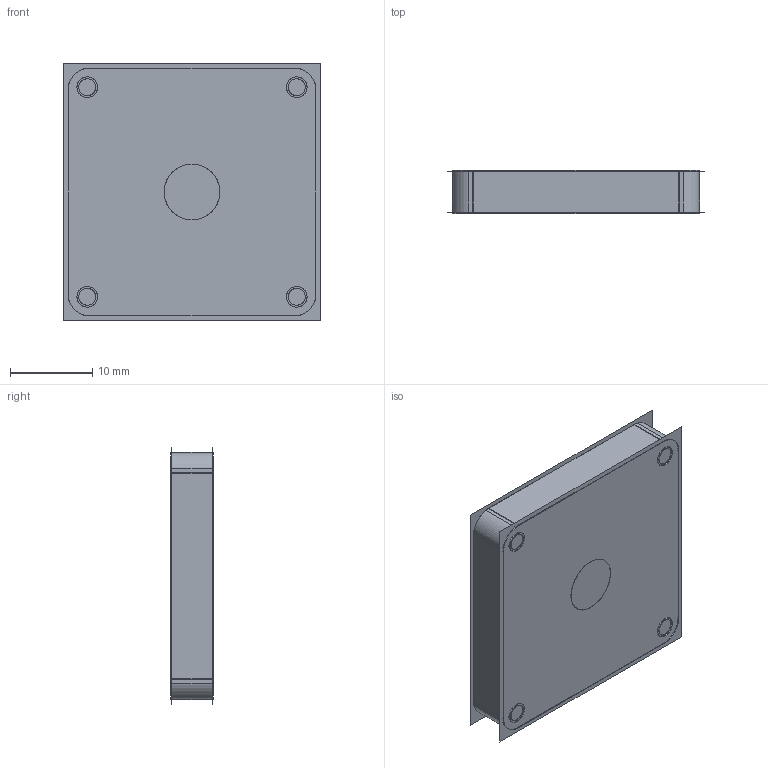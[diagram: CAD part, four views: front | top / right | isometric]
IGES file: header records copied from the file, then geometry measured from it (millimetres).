
Start section:  PTC IGES file: 224389.igs
Global section: file name: 224389.igs; native system: Creo Parametric by PTC Inc.; preprocessor: 2019292; author: PDMAdmin; organization: Unknown; date: 20210728.101246; units: millimetre
Bounding box: 31.2 x 5.2 x 31.2 mm (x, y, z)
Volume: 4079 mm3; surface area: 11792.8 mm2
Topology: 1 solids, 5 shells, 60 faces, 364 edges, 498 vertices
Faces by surface type: revolution 48, bspline 12
